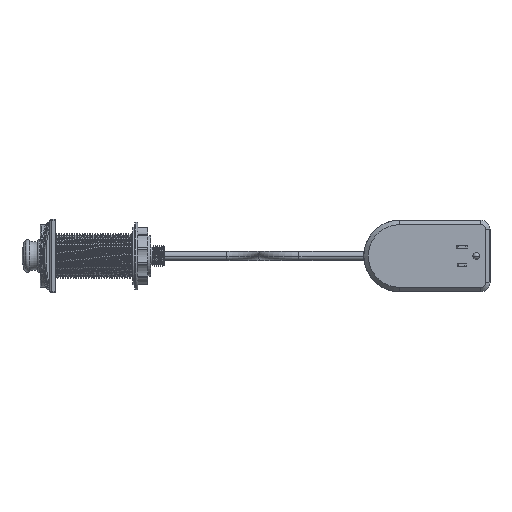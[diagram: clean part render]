
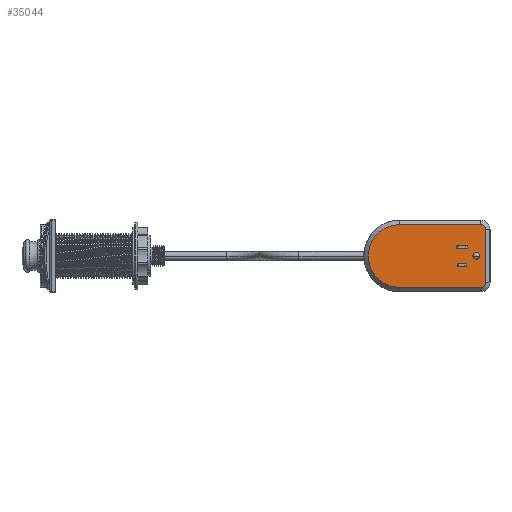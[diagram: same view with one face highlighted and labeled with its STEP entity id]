
A CAD part, left-side view. The second image highlights one B-rep face of the part: STEP entity #35044.
In plain terms, the highlighted planar face has unit normal (-1, 0, 0).
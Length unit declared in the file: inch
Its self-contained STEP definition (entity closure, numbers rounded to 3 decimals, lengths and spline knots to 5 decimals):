
#29177=CARTESIAN_POINT('',(-6.533,-9.729,0.));
#29178=DIRECTION('',(-1.,0.,0.));
#29179=DIRECTION('',(0.,0.,1.));
#29180=AXIS2_PLACEMENT_3D('',#29177,#29178,#29179);
#29185=DIRECTION('',(0.,1.,0.));
#29186=VECTOR('',#29185,2.255);
#29187=CARTESIAN_POINT('',(-6.533,-11.984,
0.87));
#29188=LINE('',#29187,#29186);
#29192=CARTESIAN_POINT('',(-6.533,-11.984,0.745));
#29193=DIRECTION('',(-1.,0.,0.));
#29194=DIRECTION('',(0.,-1.,0.));
#29195=AXIS2_PLACEMENT_3D('',#29192,#29193,#29194);
#29200=DIRECTION('',(0.,0.,1.));
#29201=VECTOR('',#29200,1.49);
#29202=CARTESIAN_POINT('',(-6.533,-12.109,
-0.745));
#29203=LINE('',#29202,#29201);
#29207=CARTESIAN_POINT('',(-6.533,-11.984,-0.745));
#29208=DIRECTION('',(-1.,0.,0.));
#29209=DIRECTION('',(0.,0.,-1.));
#29210=AXIS2_PLACEMENT_3D('',#29207,#29208,#29209);
#29215=DIRECTION('',(0.,-1.,0.));
#29216=VECTOR('',#29215,2.255);
#29217=CARTESIAN_POINT('',(-6.533,-9.729,
-0.87));
#29218=LINE('',#29217,#29216);
#29222=DIRECTION('',(0.,1.,0.));
#29223=VECTOR('',#29222,0.32);
#29224=CARTESIAN_POINT('',(-6.533,-11.614,0.282));
#29225=LINE('',#29224,#29223);
#29229=DIRECTION('',(0.,0.,-1.));
#29230=VECTOR('',#29229,0.062);
#29231=CARTESIAN_POINT('',(-6.533,-11.294,0.282));
#29232=LINE('',#29231,#29230);
#29236=DIRECTION('',(0.,-1.,0.));
#29237=VECTOR('',#29236,0.32);
#29238=CARTESIAN_POINT('',(-6.533,-11.294,0.22));
#29239=LINE('',#29238,#29237);
#29243=DIRECTION('',(0.,0.,1.));
#29244=VECTOR('',#29243,0.062);
#29245=CARTESIAN_POINT('',(-6.533,-11.614,0.22));
#29246=LINE('',#29245,#29244);
#29250=DIRECTION('',(0.,1.,0.));
#29251=VECTOR('',#29250,0.25);
#29252=CARTESIAN_POINT('',(-6.533,-11.579,-0.22));
#29253=LINE('',#29252,#29251);
#29257=DIRECTION('',(0.,0.,-1.));
#29258=VECTOR('',#29257,0.062);
#29259=CARTESIAN_POINT('',(-6.533,-11.329,-0.22));
#29260=LINE('',#29259,#29258);
#29264=DIRECTION('',(0.,-1.,0.));
#29265=VECTOR('',#29264,0.25);
#29266=CARTESIAN_POINT('',(-6.533,-11.329,-0.282));
#29267=LINE('',#29266,#29265);
#29271=DIRECTION('',(0.,0.,1.));
#29272=VECTOR('',#29271,0.062);
#29273=CARTESIAN_POINT('',(-6.533,-11.579,-0.282));
#29274=LINE('',#29273,#29272);
#29278=CARTESIAN_POINT('',(-6.533,-11.849,0.));
#29279=DIRECTION('',(-1.,0.,0.));
#29280=DIRECTION('',(0.,-1.,0.));
#29281=AXIS2_PLACEMENT_3D('',#29278,#29279,#29280);
#29286=CARTESIAN_POINT('',(-6.533,-11.849,0.));
#29287=DIRECTION('',(-1.,0.,0.));
#29288=DIRECTION('',(0.,1.,0.));
#29289=AXIS2_PLACEMENT_3D('',#29286,#29287,#29288);
#33294=CARTESIAN_POINT('',(-6.533,-11.614,0.282));
#33295=CARTESIAN_POINT('',(-6.533,-11.294,0.282));
#33296=VERTEX_POINT('',#33294);
#33297=VERTEX_POINT('',#33295);
#33298=CARTESIAN_POINT('',(-6.533,-11.294,0.22));
#33299=VERTEX_POINT('',#33298);
#33300=CARTESIAN_POINT('',(-6.533,-11.614,0.22));
#33301=VERTEX_POINT('',#33300);
#33302=CARTESIAN_POINT('',(-6.533,-11.579,-0.22));
#33303=CARTESIAN_POINT('',(-6.533,-11.329,-0.22));
#33304=VERTEX_POINT('',#33302);
#33305=VERTEX_POINT('',#33303);
#33306=CARTESIAN_POINT('',(-6.533,-11.329,-0.282));
#33307=VERTEX_POINT('',#33306);
#33308=CARTESIAN_POINT('',(-6.533,-11.579,-0.282));
#33309=VERTEX_POINT('',#33308);
#33316=CARTESIAN_POINT('',(-6.533,-11.939,0.));
#33317=CARTESIAN_POINT('',(-6.533,-11.759,0.));
#33318=VERTEX_POINT('',#33316);
#33319=VERTEX_POINT('',#33317);
#33402=CARTESIAN_POINT('',(-6.533,-9.729,0.87));
#33403=CARTESIAN_POINT('',(-6.533,-9.729,-0.87));
#33404=VERTEX_POINT('',#33402);
#33405=VERTEX_POINT('',#33403);
#33410=CARTESIAN_POINT('',(-6.533,-11.984,
-0.87));
#33411=VERTEX_POINT('',#33410);
#33414=CARTESIAN_POINT('',(-6.533,-12.109,-0.745));
#33415=VERTEX_POINT('',#33414);
#33418=CARTESIAN_POINT('',(-6.533,-12.109,
0.745));
#33419=VERTEX_POINT('',#33418);
#33422=CARTESIAN_POINT('',(-6.533,-11.984,0.87));
#33423=VERTEX_POINT('',#33422);
#35000=CARTESIAN_POINT('',(-6.533,-12.234,0.));
#35001=DIRECTION('',(-1.,0.,0.));
#35002=DIRECTION('',(0.,0.,-1.));
#35003=AXIS2_PLACEMENT_3D('',#35000,#35001,#35002);
#35004=PLANE('',#35003);
#35006=ORIENTED_EDGE('',*,*,#35005,.F.);
#35007=ORIENTED_EDGE('',*,*,#34978,.F.);
#35009=ORIENTED_EDGE('',*,*,#35008,.F.);
#35011=ORIENTED_EDGE('',*,*,#35010,.F.);
#35013=ORIENTED_EDGE('',*,*,#35012,.F.);
#35015=ORIENTED_EDGE('',*,*,#35014,.F.);
#35016=EDGE_LOOP('',(#35006,#35007,#35009,#35011,#35013,#35015));
#35017=FACE_OUTER_BOUND('',#35016,.F.);
#35019=ORIENTED_EDGE('',*,*,#35018,.T.);
#35021=ORIENTED_EDGE('',*,*,#35020,.T.);
#35023=ORIENTED_EDGE('',*,*,#35022,.T.);
#35025=ORIENTED_EDGE('',*,*,#35024,.T.);
#35026=EDGE_LOOP('',(#35019,#35021,#35023,#35025));
#35027=FACE_BOUND('',#35026,.F.);
#35029=ORIENTED_EDGE('',*,*,#35028,.T.);
#35031=ORIENTED_EDGE('',*,*,#35030,.T.);
#35033=ORIENTED_EDGE('',*,*,#35032,.T.);
#35035=ORIENTED_EDGE('',*,*,#35034,.T.);
#35036=EDGE_LOOP('',(#35029,#35031,#35033,#35035));
#35037=FACE_BOUND('',#35036,.F.);
#35039=ORIENTED_EDGE('',*,*,#35038,.T.);
#35041=ORIENTED_EDGE('',*,*,#35040,.T.);
#35042=EDGE_LOOP('',(#35039,#35041));
#35043=FACE_BOUND('',#35042,.F.);
#29181=CIRCLE('',#29180,0.87);
#29196=CIRCLE('',#29195,0.125);
#29211=CIRCLE('',#29210,0.125);
#29282=CIRCLE('',#29281,0.09);
#29290=CIRCLE('',#29289,0.09);
#34978=EDGE_CURVE('',#33423,#33404,#29188,.T.);
#35005=EDGE_CURVE('',#33404,#33405,#29181,.T.);
#35008=EDGE_CURVE('',#33419,#33423,#29196,.T.);
#35010=EDGE_CURVE('',#33415,#33419,#29203,.T.);
#35012=EDGE_CURVE('',#33411,#33415,#29211,.T.);
#35014=EDGE_CURVE('',#33405,#33411,#29218,.T.);
#35018=EDGE_CURVE('',#33296,#33297,#29225,.T.);
#35020=EDGE_CURVE('',#33297,#33299,#29232,.T.);
#35022=EDGE_CURVE('',#33299,#33301,#29239,.T.);
#35024=EDGE_CURVE('',#33301,#33296,#29246,.T.);
#35028=EDGE_CURVE('',#33304,#33305,#29253,.T.);
#35030=EDGE_CURVE('',#33305,#33307,#29260,.T.);
#35032=EDGE_CURVE('',#33307,#33309,#29267,.T.);
#35034=EDGE_CURVE('',#33309,#33304,#29274,.T.);
#35038=EDGE_CURVE('',#33318,#33319,#29282,.T.);
#35040=EDGE_CURVE('',#33319,#33318,#29290,.T.);
#35044=ADVANCED_FACE('',(#35017,#35027,#35037,#35043),#35004,.T.);
